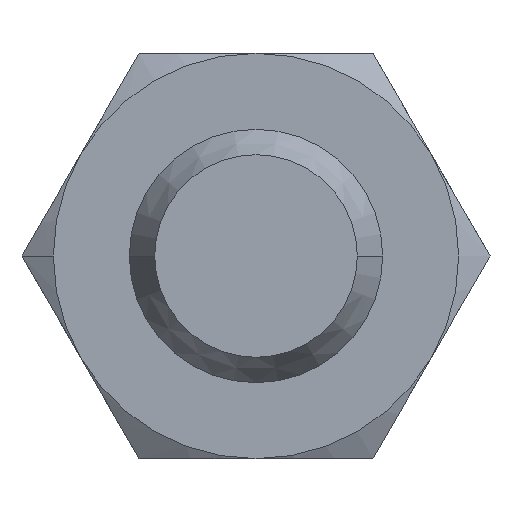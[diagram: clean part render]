
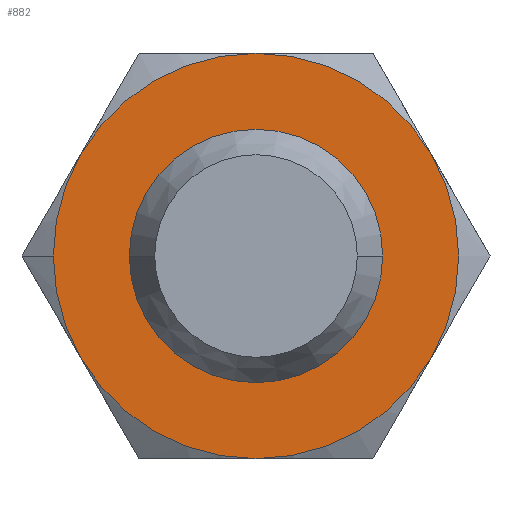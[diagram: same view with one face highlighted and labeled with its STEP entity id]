
A CAD part, front view. The second image highlights one B-rep face of the part: STEP entity #882.
In plain terms, the highlighted planar face has unit normal (0, -1, 0).
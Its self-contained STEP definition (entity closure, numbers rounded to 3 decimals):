
#36 = DIRECTION ( 'NONE',  ( -1., 0., 0. ) ) ;
#44 = DIRECTION ( 'NONE',  ( 0., 1., 0. ) ) ;
#50 = CARTESIAN_POINT ( 'NONE',  ( 0., 4., 0. ) ) ;
#60 = DIRECTION ( 'NONE',  ( 0., 1., 0. ) ) ;
#62 = DIRECTION ( 'NONE',  ( -1., 0., 0. ) ) ;
#63 = CARTESIAN_POINT ( 'NONE',  ( 0., 4., 0. ) ) ;
#70 = DIRECTION ( 'NONE',  ( 0., 1., 0. ) ) ;
#72 = DIRECTION ( 'NONE',  ( -1., 0., 0. ) ) ;
#77 = DIRECTION ( 'NONE',  ( -1., 0., 0. ) ) ;
#82 = DIRECTION ( 'NONE',  ( 0., 1., 0. ) ) ;
#85 = CARTESIAN_POINT ( 'NONE',  ( 0., 4., 0. ) ) ;
#87 = CARTESIAN_POINT ( 'NONE',  ( 0., 4., 0. ) ) ;
#139 = DIRECTION ( 'NONE',  ( 0., 1., 0. ) ) ;
#141 = VERTEX_POINT ( 'NONE', #443 ) ;
#142 = DIRECTION ( 'NONE',  ( -1., 0., 0. ) ) ;
#143 = CARTESIAN_POINT ( 'NONE',  ( 0., 4., 0. ) ) ;
#154 = ORIENTED_EDGE ( 'NONE', *, *, #929, .F. ) ;
#192 = DIRECTION ( 'NONE',  ( -1., 0., 0. ) ) ;
#198 = ORIENTED_EDGE ( 'NONE', *, *, #854, .F. ) ;
#222 = VERTEX_POINT ( 'NONE', #421 ) ;
#224 = VERTEX_POINT ( 'NONE', #439 ) ;
#226 = ORIENTED_EDGE ( 'NONE', *, *, #902, .T. ) ;
#234 = VERTEX_POINT ( 'NONE', #436 ) ;
#235 = VERTEX_POINT ( 'NONE', #430 ) ;
#255 = ORIENTED_EDGE ( 'NONE', *, *, #920, .F. ) ;
#270 = VERTEX_POINT ( 'NONE', #435 ) ;
#271 = VERTEX_POINT ( 'NONE', #402 ) ;
#273 = ORIENTED_EDGE ( 'NONE', *, *, #899, .F. ) ;
#285 = EDGE_LOOP ( 'NONE', ( #226, #315 ) ) ;
#289 = VERTEX_POINT ( 'NONE', #514 ) ;
#294 = EDGE_LOOP ( 'NONE', ( #198, #273, #154, #351, #320, #255, #354 ) ) ;
#296 = VERTEX_POINT ( 'NONE', #398 ) ;
#315 = ORIENTED_EDGE ( 'NONE', *, *, #901, .T. ) ;
#320 = ORIENTED_EDGE ( 'NONE', *, *, #865, .F. ) ;
#351 = ORIENTED_EDGE ( 'NONE', *, *, #924, .F. ) ;
#354 = ORIENTED_EDGE ( 'NONE', *, *, #919, .F. ) ;
#398 = CARTESIAN_POINT ( 'NONE',  ( -3.464, 4., -2. ) ) ;
#402 = CARTESIAN_POINT ( 'NONE',  ( -4., 4., 0. ) ) ;
#421 = CARTESIAN_POINT ( 'NONE',  ( 3.464, 4., -2. ) ) ;
#430 = CARTESIAN_POINT ( 'NONE',  ( -3.464, 4., 2. ) ) ;
#435 = CARTESIAN_POINT ( 'NONE',  ( -2.5, 4., 0. ) ) ;
#436 = CARTESIAN_POINT ( 'NONE',  ( 0., 4., -4. ) ) ;
#439 = CARTESIAN_POINT ( 'NONE',  ( 0., 4., 4. ) ) ;
#443 = CARTESIAN_POINT ( 'NONE',  ( 3.464, 4., 2. ) ) ;
#487 = CARTESIAN_POINT ( 'NONE',  ( 0., 4., 0. ) ) ;
#514 = CARTESIAN_POINT ( 'NONE',  ( 2.5, 4., 0. ) ) ;
#525 = DIRECTION ( 'NONE',  ( 0., 1., 0. ) ) ;
#527 = DIRECTION ( 'NONE',  ( -1., 0., 0. ) ) ;
#532 = DIRECTION ( 'NONE',  ( 0., 1., 0. ) ) ;
#533 = CARTESIAN_POINT ( 'NONE',  ( 0., 4., 0. ) ) ;
#536 = CARTESIAN_POINT ( 'NONE',  ( 0., 4., 0. ) ) ;
#537 = DIRECTION ( 'NONE',  ( -1., 0., 0. ) ) ;
#553 = DIRECTION ( 'NONE',  ( 0., 1., 0. ) ) ;
#634 = FACE_BOUND ( 'NONE', #285, .T. ) ;
#655 = DIRECTION ( 'NONE',  ( 0., 1., 0. ) ) ;
#661 = DIRECTION ( 'NONE',  ( -1., 0., 0. ) ) ;
#662 = PLANE ( 'NONE',  #711 ) ;
#664 = CARTESIAN_POINT ( 'NONE',  ( 2.5, 4., 0. ) ) ;
#667 = FACE_OUTER_BOUND ( 'NONE', #294, .T. ) ;
#681 = DIRECTION ( 'NONE',  ( -1., 0., 0. ) ) ;
#682 = DIRECTION ( 'NONE',  ( 0., 1., 0. ) ) ;
#687 = CARTESIAN_POINT ( 'NONE',  ( 0., 4., 0. ) ) ;
#708 = CIRCLE ( 'NONE', #841, 4. ) ;
#711 = AXIS2_PLACEMENT_3D ( 'NONE', #664, #655, #661 ) ;
#730 = AXIS2_PLACEMENT_3D ( 'NONE', #536, #553, #537 ) ;
#739 = CIRCLE ( 'NONE', #819, 4. ) ;
#742 = CIRCLE ( 'NONE', #782, 2.5 ) ;
#745 = AXIS2_PLACEMENT_3D ( 'NONE', #50, #70, #77 ) ;
#746 = AXIS2_PLACEMENT_3D ( 'NONE', #687, #682, #681 ) ;
#771 = CIRCLE ( 'NONE', #779, 4. ) ;
#779 = AXIS2_PLACEMENT_3D ( 'NONE', #85, #82, #72 ) ;
#781 = CIRCLE ( 'NONE', #828, 4. ) ;
#782 = AXIS2_PLACEMENT_3D ( 'NONE', #143, #139, #192 ) ;
#787 = CIRCLE ( 'NONE', #730, 4. ) ;
#788 = AXIS2_PLACEMENT_3D ( 'NONE', #487, #532, #142 ) ;
#803 = CIRCLE ( 'NONE', #788, 4. ) ;
#807 = CIRCLE ( 'NONE', #746, 2.5 ) ;
#814 = CIRCLE ( 'NONE', #745, 4. ) ;
#819 = AXIS2_PLACEMENT_3D ( 'NONE', #87, #44, #36 ) ;
#828 = AXIS2_PLACEMENT_3D ( 'NONE', #533, #525, #527 ) ;
#841 = AXIS2_PLACEMENT_3D ( 'NONE', #63, #60, #62 ) ;
#854 = EDGE_CURVE ( 'NONE', #235, #224, #781, .T. ) ;
#865 = EDGE_CURVE ( 'NONE', #222, #234, #787, .T. ) ;
#882 = ADVANCED_FACE ( 'NONE', ( #667, #634 ), #662, .F. ) ;
#899 = EDGE_CURVE ( 'NONE', #271, #235, #803, .T. ) ;
#901 = EDGE_CURVE ( 'NONE', #289, #270, #807, .T. ) ;
#902 = EDGE_CURVE ( 'NONE', #270, #289, #742, .T. ) ;
#919 = EDGE_CURVE ( 'NONE', #224, #141, #771, .T. ) ;
#920 = EDGE_CURVE ( 'NONE', #141, #222, #814, .T. ) ;
#924 = EDGE_CURVE ( 'NONE', #234, #296, #739, .T. ) ;
#929 = EDGE_CURVE ( 'NONE', #296, #271, #708, .T. ) ;
